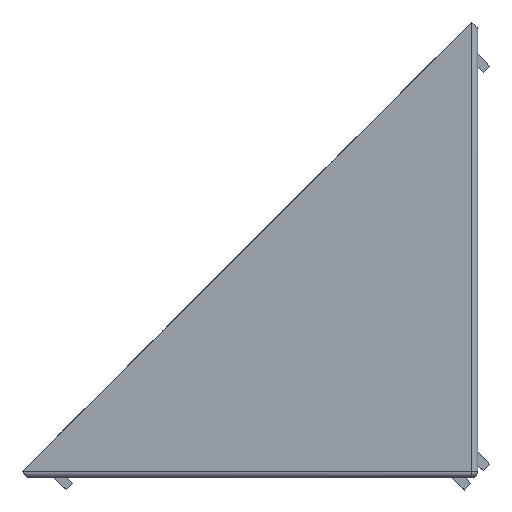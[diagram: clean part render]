
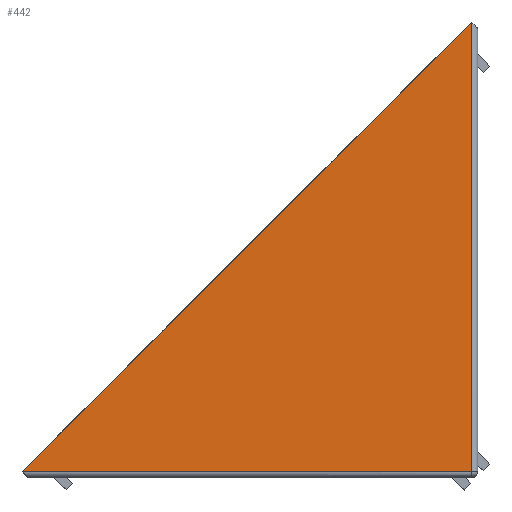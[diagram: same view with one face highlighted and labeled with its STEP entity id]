
A CAD part, top view. The second image highlights one B-rep face of the part: STEP entity #442.
In plain terms, the highlighted planar face has unit normal (0, 0, 1).
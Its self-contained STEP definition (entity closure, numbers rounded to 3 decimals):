
#442=ADVANCED_FACE('NONE',(#1212),#1213,.F.);
#1212=FACE_OUTER_BOUND('',#2284,.T.);
#1213=PLANE('',#2285);
#2284=EDGE_LOOP('',(#4095,#4096,#4097,#4098,#4099));
#2285=AXIS2_PLACEMENT_3D('',#4100,#4101,#4102);
#4095=ORIENTED_EDGE('',*,*,#6961,.T.);
#4096=ORIENTED_EDGE('',*,*,#6962,.T.);
#4097=ORIENTED_EDGE('',*,*,#6951,.T.);
#4098=ORIENTED_EDGE('',*,*,#6885,.T.);
#4099=ORIENTED_EDGE('',*,*,#6957,.T.);
#4100=CARTESIAN_POINT('',(0.,-74.953,38.0));
#4101=DIRECTION('',(0.0,0.0,-1.0));
#4102=DIRECTION('',(0.0,-1.0,0.0));
#6885=EDGE_CURVE('NONE',#8363,#8361,#8364,.T.);
#6951=EDGE_CURVE('NONE',#8446,#8363,#8447,.T.);
#6957=EDGE_CURVE('NONE',#8361,#8453,#8455,.T.);
#6961=EDGE_CURVE('NONE',#8453,#8460,#8461,.T.);
#6962=EDGE_CURVE('NONE',#8460,#8446,#8462,.T.);
#8361=VERTEX_POINT('NONE',#10886);
#8363=VERTEX_POINT('NONE',#10889);
#8364=LINE('',#10890,#10891);
#8446=VERTEX_POINT('NONE',#11061);
#8447=LINE('',#11062,#11063);
#8453=VERTEX_POINT('NONE',#11090);
#8455=LINE('',#11102,#11103);
#8460=VERTEX_POINT('NONE',#11119);
#8461=LINE('',#11120,#11121);
#8462=LINE('',#11122,#11123);
#10886=CARTESIAN_POINT('',(-76.0,-73.907,38.0));
#10889=CARTESIAN_POINT('',(-1.047,1.047,38.0));
#10890=CARTESIAN_POINT('',(-1.047,1.047,38.0));
#10891=VECTOR('',#13054,1000.0);
#11061=CARTESIAN_POINT('',(-1.0,1.,38.0));
#11062=CARTESIAN_POINT('',(0.0,0.0,38.0));
#11063=VECTOR('',#13103,1000.0);
#11090=CARTESIAN_POINT('',(-75.953,-73.953,38.0));
#11102=CARTESIAN_POINT('',(-74.953,-74.953,38.0));
#11103=VECTOR('',#13105,1000.0);
#11119=CARTESIAN_POINT('',(-1.,-73.953,38.0));
#11120=CARTESIAN_POINT('',(0.,-73.953,38.0));
#11121=VECTOR('',#13107,1000.0);
#11122=CARTESIAN_POINT('',(-1.,-74.953,38.0));
#11123=VECTOR('',#13108,1000.0);
#13054=DIRECTION('',(-0.707,-0.707,0.0));
#13103=DIRECTION('',(-0.707,0.707,0.0));
#13105=DIRECTION('',(0.707,-0.707,-0.0));
#13107=DIRECTION('',(1.0,0.,0.0));
#13108=DIRECTION('',(0.,1.0,0.0));
